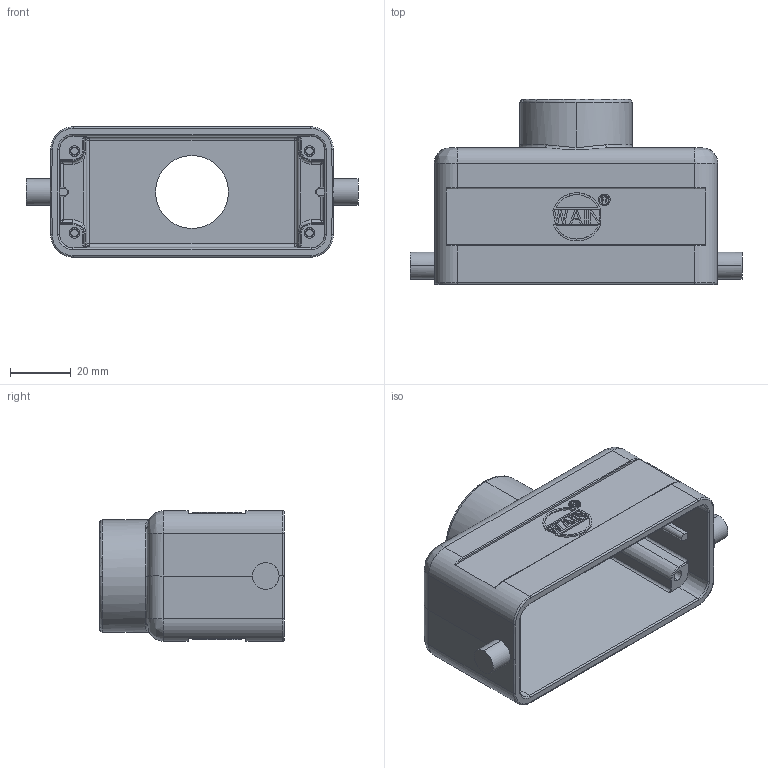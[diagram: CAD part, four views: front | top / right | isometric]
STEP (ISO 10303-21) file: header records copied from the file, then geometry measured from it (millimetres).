
FILE_DESCRIPTION((''),'2;1');
FILE_NAME('H16B-TE-2B-PG21_V1_0','2020-09-23T',('xk.he'),(''),'CREO PARAMETRIC BY PTC INC, 2016130','CREO PARAMETRIC BY PTC INC, 2016130','');
FILE_SCHEMA(('CONFIG_CONTROL_DESIGN'));
Length unit declared in the file: millimetre
Products named in the file (1): H16B-TE-2B-PG21_V1_0
Bounding box: 109.5 x 61 x 43 mm (x, y, z)
Volume: 58334 mm3; surface area: 32632 mm2
Topology: 1 solids, 1 shells, 402 faces, 992 edges, 620 vertices
Faces by surface type: plane 218, cylinder 72, torus 38, cone 34, bspline 26, extrusion 8, sphere 6
Entity records: 13288 total; most frequent: CARTESIAN_POINT 3894, ORIENTED_EDGE 1968, DIRECTION 1870, EDGE_CURVE 984, VECTOR 642, LINE 634, VERTEX_POINT 620, AXIS2_PLACEMENT_3D 614
